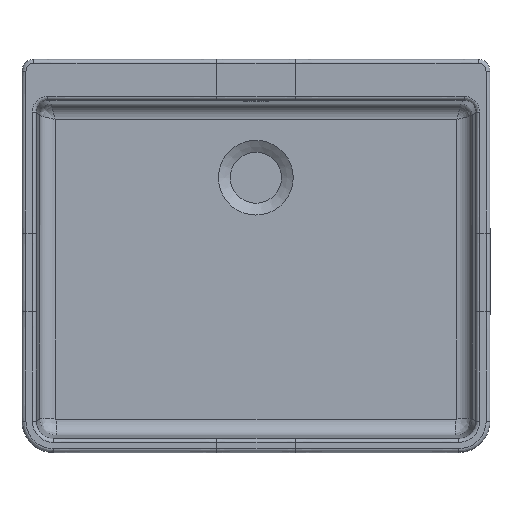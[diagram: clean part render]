
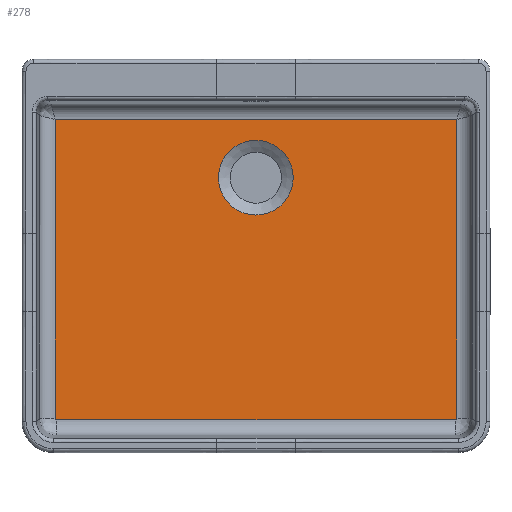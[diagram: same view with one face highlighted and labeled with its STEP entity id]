
A CAD part, top view. The second image highlights one B-rep face of the part: STEP entity #278.
In plain terms, the highlighted planar face has unit normal (0, 0, 1).
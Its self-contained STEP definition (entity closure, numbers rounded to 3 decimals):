
#278=ADVANCED_FACE('',(#413,#414),#356,.F.);
#356=PLANE('',#1176);
#364=CIRCLE('',#1175,47.5);
#413=FACE_BOUND('',#421,.T.);
#414=FACE_BOUND('',#422,.T.);
#421=EDGE_LOOP('',(#512,#513,#514,#515,#516,#517));
#422=EDGE_LOOP('',(#518));
#503=ELLIPSE('',#1173,2.001,2.);
#504=ELLIPSE('',#1174,2.001,2.);
#512=ORIENTED_EDGE('',*,*,#956,.T.);
#513=ORIENTED_EDGE('',*,*,#957,.T.);
#514=ORIENTED_EDGE('',*,*,#958,.T.);
#515=ORIENTED_EDGE('',*,*,#959,.T.);
#516=ORIENTED_EDGE('',*,*,#960,.T.);
#517=ORIENTED_EDGE('',*,*,#961,.T.);
#518=ORIENTED_EDGE('',*,*,#962,.T.);
#856=VERTEX_POINT('',#1427);
#857=VERTEX_POINT('',#1428);
#858=VERTEX_POINT('',#1430);
#859=VERTEX_POINT('',#1432);
#860=VERTEX_POINT('',#1434);
#861=VERTEX_POINT('',#1436);
#862=VERTEX_POINT('',#1439);
#956=EDGE_CURVE('',#856,#857,#1128,.T.);
#957=EDGE_CURVE('',#857,#858,#1129,.T.);
#958=EDGE_CURVE('',#858,#859,#503,.T.);
#959=EDGE_CURVE('',#859,#860,#1130,.T.);
#960=EDGE_CURVE('',#860,#861,#504,.T.);
#961=EDGE_CURVE('',#861,#856,#1131,.T.);
#962=EDGE_CURVE('',#862,#862,#364,.T.);
#1128=LINE('',#1426,#1150);
#1129=LINE('',#1429,#1151);
#1130=LINE('',#1433,#1152);
#1131=LINE('',#1437,#1153);
#1150=VECTOR('',#1251,1.);
#1151=VECTOR('',#1252,1.);
#1152=VECTOR('',#1255,1.);
#1153=VECTOR('',#1258,1.);
#1173=AXIS2_PLACEMENT_3D('',#1431,#1253,#1254);
#1174=AXIS2_PLACEMENT_3D('',#1435,#1256,#1257);
#1175=AXIS2_PLACEMENT_3D('',#1438,#1259,#1260);
#1176=AXIS2_PLACEMENT_3D('',#1440,#1261,#1262);
#1251=DIRECTION('',(-1.,0.,0.));
#1252=DIRECTION('',(0.,-1.,0.));
#1253=DIRECTION('',(0.,0.,1.));
#1254=DIRECTION('',(-0.707,-0.707,0.));
#1255=DIRECTION('',(1.,0.,0.));
#1256=DIRECTION('',(0.,0.,1.));
#1257=DIRECTION('',(-0.707,0.707,0.));
#1258=DIRECTION('',(0.,1.,0.));
#1259=DIRECTION('',(0.,0.,-1.));
#1260=DIRECTION('',(-1.,0.,0.));
#1261=DIRECTION('',(0.,0.,-1.));
#1262=DIRECTION('',(-1.,0.,0.));
#1426=CARTESIAN_POINT('',(0.,-76.482,620.));
#1427=CARTESIAN_POINT('',(255.28,-76.482,620.));
#1428=CARTESIAN_POINT('',(-255.28,-76.482,620.));
#1429=CARTESIAN_POINT('',(-255.28,0.,620.));
#1430=CARTESIAN_POINT('',(-255.28,-456.028,620.));
#1431=CARTESIAN_POINT('',(-253.279,-456.026,620.));
#1432=CARTESIAN_POINT('',(-253.28,-458.027,620.));
#1433=CARTESIAN_POINT('',(0.,-458.027,620.));
#1434=CARTESIAN_POINT('',(253.28,-458.027,620.));
#1435=CARTESIAN_POINT('',(253.279,-456.026,620.));
#1436=CARTESIAN_POINT('',(255.28,-456.028,620.));
#1437=CARTESIAN_POINT('',(255.28,0.,620.));
#1438=CARTESIAN_POINT('',(-0.224,-150.399,620.));
#1439=CARTESIAN_POINT('',(-47.724,-150.399,620.));
#1440=CARTESIAN_POINT('',(0.,0.,620.));
